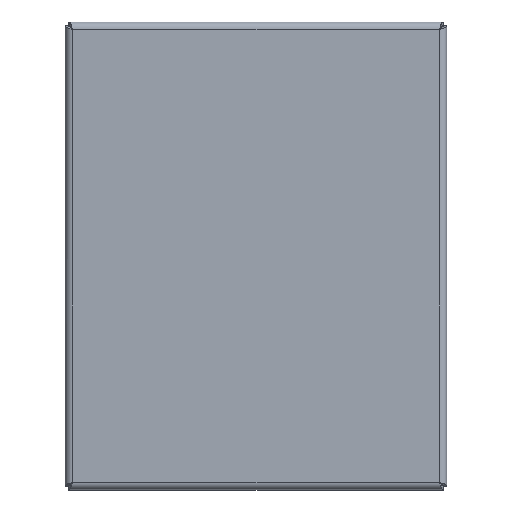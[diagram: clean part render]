
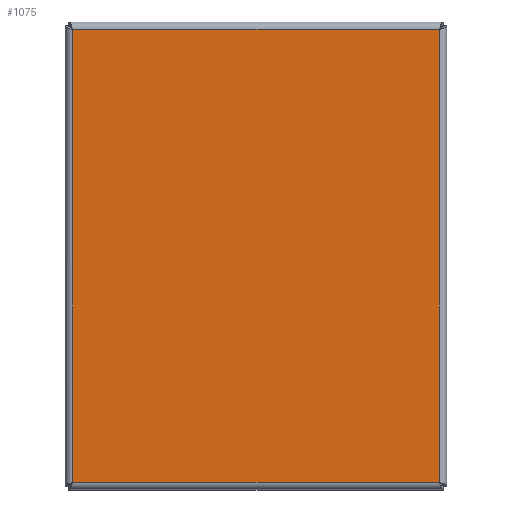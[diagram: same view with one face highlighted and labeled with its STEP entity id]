
A CAD part, top view. The second image highlights one B-rep face of the part: STEP entity #1075.
In plain terms, the highlighted planar face has unit normal (0, 0, 1).
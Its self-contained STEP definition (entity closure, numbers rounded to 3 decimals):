
#130=FACE_OUTER_BOUND('',#190,.T.);
#190=EDGE_LOOP('',(#815,#816,#817,#818));
#246=LINE('',#1665,#346);
#251=LINE('',#1688,#351);
#255=LINE('',#1716,#355);
#273=LINE('',#1821,#373);
#346=VECTOR('',#1235,10.);
#351=VECTOR('',#1246,10.);
#355=VECTOR('',#1254,10.);
#373=VECTOR('',#1286,10.);
#441=VERTEX_POINT('',#1568);
#442=VERTEX_POINT('',#1597);
#448=VERTEX_POINT('',#1657);
#453=VERTEX_POINT('',#1715);
#546=EDGE_CURVE('',#441,#448,#246,.T.);
#553=EDGE_CURVE('',#442,#441,#251,.T.);
#557=EDGE_CURVE('',#453,#442,#255,.T.);
#580=EDGE_CURVE('',#448,#453,#273,.T.);
#815=ORIENTED_EDGE('',*,*,#553,.T.);
#816=ORIENTED_EDGE('',*,*,#546,.T.);
#817=ORIENTED_EDGE('',*,*,#580,.T.);
#818=ORIENTED_EDGE('',*,*,#557,.T.);
#966=PLANE('',#1147);
#1075=ADVANCED_FACE('',(#130),#966,.F.);
#1147=AXIS2_PLACEMENT_3D('',#1916,#1323,#1324);
#1235=DIRECTION('',(0.,1.,0.));
#1246=DIRECTION('',(1.,0.,0.));
#1254=DIRECTION('',(0.,-1.,0.));
#1286=DIRECTION('',(-1.,0.,0.));
#1323=DIRECTION('center_axis',(0.,0.,
-1.));
#1324=DIRECTION('ref_axis',(1.,0.,0.));
#1568=CARTESIAN_POINT('',(98.,-121.,55.));
#1597=CARTESIAN_POINT('',(-98.,-121.,55.));
#1657=CARTESIAN_POINT('',(98.,121.,55.));
#1665=CARTESIAN_POINT('',(98.,-61.5,55.));
#1688=CARTESIAN_POINT('',(-49.,-121.,55.));
#1715=CARTESIAN_POINT('',(-98.,121.,55.));
#1716=CARTESIAN_POINT('',(-98.,60.5,55.));
#1821=CARTESIAN_POINT('',(49.,121.,55.));
#1916=CARTESIAN_POINT('Origin',(0.,0.,
55.));
